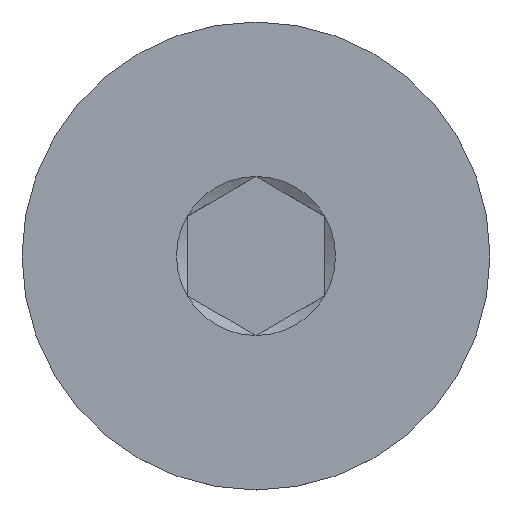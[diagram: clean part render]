
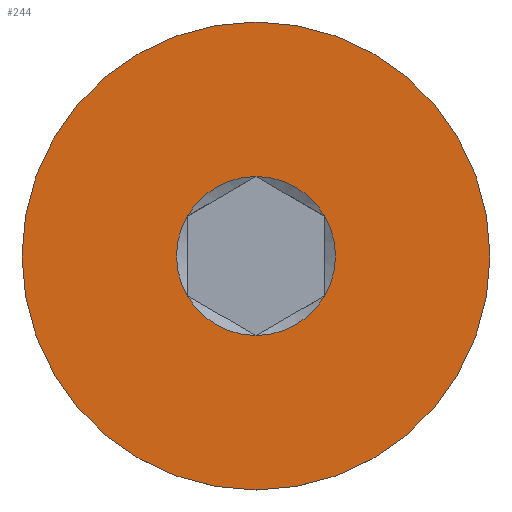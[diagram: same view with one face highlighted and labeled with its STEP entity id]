
A CAD part, top view. The second image highlights one B-rep face of the part: STEP entity #244.
In plain terms, the highlighted planar face has unit normal (0, 0, 1).
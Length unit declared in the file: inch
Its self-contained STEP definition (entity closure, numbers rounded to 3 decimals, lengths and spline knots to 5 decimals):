
#40=PLANE('',#291);
#54=FACE_BOUND('',#90,.T.);
#64=FACE_OUTER_BOUND('',#89,.T.);
#89=EDGE_LOOP('',(#182));
#90=EDGE_LOOP('',(#183,#184,#185,#186,#187,#188));
#103=CIRCLE('',#278,0.09021);
#105=CIRCLE('',#281,0.2655);
#110=CIRCLE('',#292,0.09021);
#111=CIRCLE('',#293,0.09021);
#112=CIRCLE('',#294,0.09021);
#113=CIRCLE('',#295,0.09021);
#114=CIRCLE('',#296,0.09021);
#121=VERTEX_POINT('',#389);
#122=VERTEX_POINT('',#390);
#124=VERTEX_POINT('',#398);
#129=VERTEX_POINT('',#414);
#130=VERTEX_POINT('',#416);
#131=VERTEX_POINT('',#418);
#132=VERTEX_POINT('',#420);
#140=EDGE_CURVE('',#121,#122,#103,.T.);
#142=EDGE_CURVE('',#124,#124,#105,.T.);
#147=EDGE_CURVE('',#129,#121,#110,.T.);
#148=EDGE_CURVE('',#130,#129,#111,.T.);
#149=EDGE_CURVE('',#131,#130,#112,.T.);
#150=EDGE_CURVE('',#132,#131,#113,.T.);
#151=EDGE_CURVE('',#122,#132,#114,.T.);
#182=ORIENTED_EDGE('',*,*,#142,.T.);
#183=ORIENTED_EDGE('',*,*,#147,.F.);
#184=ORIENTED_EDGE('',*,*,#148,.F.);
#185=ORIENTED_EDGE('',*,*,#149,.F.);
#186=ORIENTED_EDGE('',*,*,#150,.F.);
#187=ORIENTED_EDGE('',*,*,#151,.F.);
#188=ORIENTED_EDGE('',*,*,#140,.F.);
#244=ADVANCED_FACE('',(#64,#54),#40,.T.);
#278=AXIS2_PLACEMENT_3D('',#394,#313,#314);
#281=AXIS2_PLACEMENT_3D('',#399,#319,#320);
#291=AXIS2_PLACEMENT_3D('',#413,#339,#340);
#292=AXIS2_PLACEMENT_3D('',#415,#341,#342);
#293=AXIS2_PLACEMENT_3D('',#417,#343,#344);
#294=AXIS2_PLACEMENT_3D('',#419,#345,#346);
#295=AXIS2_PLACEMENT_3D('',#421,#347,#348);
#296=AXIS2_PLACEMENT_3D('',#422,#349,#350);
#313=DIRECTION('center_axis',(0.,0.,1.));
#314=DIRECTION('ref_axis',(1.,0.,0.));
#319=DIRECTION('center_axis',(0.,0.,1.));
#320=DIRECTION('ref_axis',(0.,-1.,0.));
#339=DIRECTION('center_axis',(0.,0.,1.));
#340=DIRECTION('ref_axis',(0.,-1.,0.));
#341=DIRECTION('center_axis',(0.,0.,1.));
#342=DIRECTION('ref_axis',(1.,0.,0.));
#343=DIRECTION('center_axis',(0.,0.,1.));
#344=DIRECTION('ref_axis',(1.,0.,0.));
#345=DIRECTION('center_axis',(0.,0.,1.));
#346=DIRECTION('ref_axis',(1.,0.,0.));
#347=DIRECTION('center_axis',(0.,0.,1.));
#348=DIRECTION('ref_axis',(1.,0.,0.));
#349=DIRECTION('center_axis',(0.,0.,1.));
#350=DIRECTION('ref_axis',(1.,0.,0.));
#389=CARTESIAN_POINT('',(0.07813,-0.04511,0.));
#390=CARTESIAN_POINT('',(0.07813,0.04511,0.));
#394=CARTESIAN_POINT('Origin',(0.,0.,0.));
#398=CARTESIAN_POINT('',(0.,-0.2655,0.));
#399=CARTESIAN_POINT('Origin',(0.,0.,0.));
#413=CARTESIAN_POINT('Origin',(0.,-0.125,0.));
#414=CARTESIAN_POINT('',(0.,-0.09021,0.));
#415=CARTESIAN_POINT('Origin',(0.,0.,0.));
#416=CARTESIAN_POINT('',(-0.07813,-0.04511,0.));
#417=CARTESIAN_POINT('Origin',(0.,0.,0.));
#418=CARTESIAN_POINT('',(-0.07813,0.04511,0.));
#419=CARTESIAN_POINT('Origin',(0.,0.,0.));
#420=CARTESIAN_POINT('',(0.,0.09021,0.));
#421=CARTESIAN_POINT('Origin',(0.,0.,0.));
#422=CARTESIAN_POINT('Origin',(0.,0.,0.));
